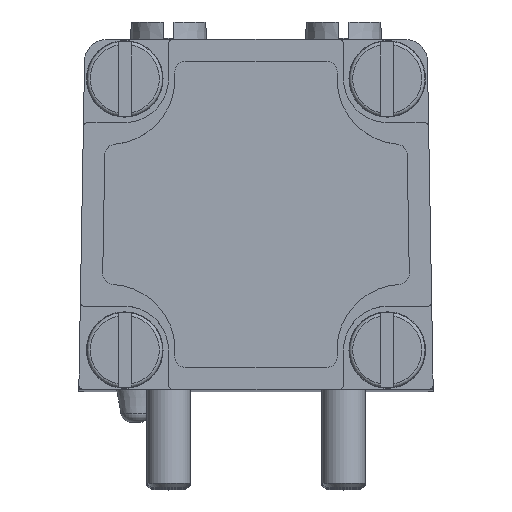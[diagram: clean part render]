
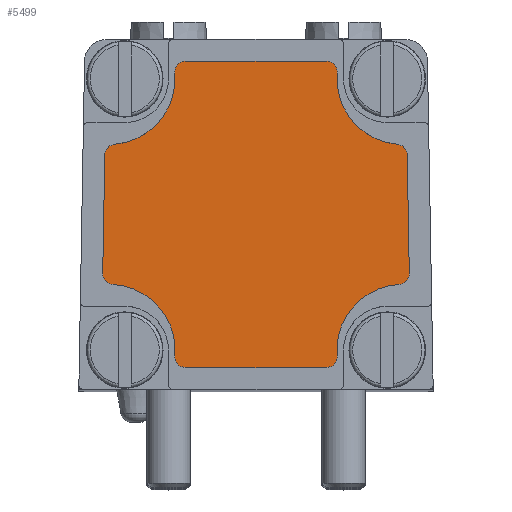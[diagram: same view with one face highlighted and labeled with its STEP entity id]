
A CAD part, top view. The second image highlights one B-rep face of the part: STEP entity #5499.
In plain terms, the highlighted planar face has unit normal (0, 0, 1).
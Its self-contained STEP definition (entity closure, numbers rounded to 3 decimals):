
#488=LINE('',#9032,#878);
#494=LINE('',#9050,#884);
#499=LINE('',#9066,#889);
#504=LINE('',#9082,#894);
#878=VECTOR('',#7054,1000.);
#884=VECTOR('',#7074,1000.);
#889=VECTOR('',#7093,1000.);
#894=VECTOR('',#7112,1000.);
#1648=ORIENTED_EDGE('',*,*,#3067,.T.);
#1649=ORIENTED_EDGE('',*,*,#3070,.T.);
#1650=ORIENTED_EDGE('',*,*,#3072,.F.);
#1651=ORIENTED_EDGE('',*,*,#3074,.T.);
#1652=ORIENTED_EDGE('',*,*,#3076,.T.);
#1653=ORIENTED_EDGE('',*,*,#3078,.T.);
#1654=ORIENTED_EDGE('',*,*,#3080,.F.);
#1655=ORIENTED_EDGE('',*,*,#3082,.T.);
#1656=ORIENTED_EDGE('',*,*,#3084,.T.);
#1657=ORIENTED_EDGE('',*,*,#3086,.T.);
#1658=ORIENTED_EDGE('',*,*,#3088,.F.);
#1659=ORIENTED_EDGE('',*,*,#3090,.T.);
#1660=ORIENTED_EDGE('',*,*,#3092,.T.);
#1661=ORIENTED_EDGE('',*,*,#3094,.T.);
#1662=ORIENTED_EDGE('',*,*,#3096,.F.);
#1663=ORIENTED_EDGE('',*,*,#3097,.T.);
#3067=EDGE_CURVE('',#3799,#3798,#488,.T.);
#3070=EDGE_CURVE('',#3798,#3800,#4192,.T.);
#3072=EDGE_CURVE('',#3801,#3800,#4193,.T.);
#3074=EDGE_CURVE('',#3801,#3802,#4194,.T.);
#3076=EDGE_CURVE('',#3802,#3803,#494,.T.);
#3078=EDGE_CURVE('',#3803,#3804,#4195,.T.);
#3080=EDGE_CURVE('',#3805,#3804,#4196,.T.);
#3082=EDGE_CURVE('',#3805,#3806,#4197,.T.);
#3084=EDGE_CURVE('',#3806,#3807,#499,.T.);
#3086=EDGE_CURVE('',#3807,#3808,#4198,.T.);
#3088=EDGE_CURVE('',#3809,#3808,#4199,.T.);
#3090=EDGE_CURVE('',#3809,#3810,#4200,.T.);
#3092=EDGE_CURVE('',#3810,#3811,#504,.T.);
#3094=EDGE_CURVE('',#3811,#3812,#4201,.T.);
#3096=EDGE_CURVE('',#3813,#3812,#4202,.T.);
#3097=EDGE_CURVE('',#3813,#3799,#4203,.T.);
#3798=VERTEX_POINT('',#9031);
#3799=VERTEX_POINT('',#9033);
#3800=VERTEX_POINT('',#9037);
#3801=VERTEX_POINT('',#9041);
#3802=VERTEX_POINT('',#9045);
#3803=VERTEX_POINT('',#9049);
#3804=VERTEX_POINT('',#9053);
#3805=VERTEX_POINT('',#9057);
#3806=VERTEX_POINT('',#9061);
#3807=VERTEX_POINT('',#9065);
#3808=VERTEX_POINT('',#9069);
#3809=VERTEX_POINT('',#9073);
#3810=VERTEX_POINT('',#9077);
#3811=VERTEX_POINT('',#9081);
#3812=VERTEX_POINT('',#9085);
#3813=VERTEX_POINT('',#9089);
#4192=CIRCLE('',#5984,1.);
#4193=CIRCLE('',#5986,6.);
#4194=CIRCLE('',#5988,1.);
#4195=CIRCLE('',#5991,1.);
#4196=CIRCLE('',#5993,6.);
#4197=CIRCLE('',#5995,1.);
#4198=CIRCLE('',#5998,1.);
#4199=CIRCLE('',#6000,6.);
#4200=CIRCLE('',#6002,1.);
#4201=CIRCLE('',#6005,1.);
#4202=CIRCLE('',#6007,6.);
#4203=CIRCLE('',#6009,1.);
#4483=EDGE_LOOP('',(#1648,#1649,#1650,#1651,#1652,#1653,#1654,#1655,#1656,
#1657,#1658,#1659,#1660,#1661,#1662,#1663));
#4909=FACE_BOUND('',#4483,.T.);
#5270=PLANE('',#6010);
#5499=ADVANCED_FACE('',(#4909),#5270,.T.);
#5984=AXIS2_PLACEMENT_3D('',#9038,#7059,#7060);
#5986=AXIS2_PLACEMENT_3D('',#9042,#7064,#7065);
#5988=AXIS2_PLACEMENT_3D('',#9046,#7069,#7070);
#5991=AXIS2_PLACEMENT_3D('',#9054,#7078,#7079);
#5993=AXIS2_PLACEMENT_3D('',#9058,#7083,#7084);
#5995=AXIS2_PLACEMENT_3D('',#9062,#7088,#7089);
#5998=AXIS2_PLACEMENT_3D('',#9070,#7097,#7098);
#6000=AXIS2_PLACEMENT_3D('',#9074,#7102,#7103);
#6002=AXIS2_PLACEMENT_3D('',#9078,#7107,#7108);
#6005=AXIS2_PLACEMENT_3D('',#9086,#7116,#7117);
#6007=AXIS2_PLACEMENT_3D('',#9090,#7121,#7122);
#6009=AXIS2_PLACEMENT_3D('',#9092,#7125,#7126);
#6010=AXIS2_PLACEMENT_3D('',#9093,#7127,#7128);
#7054=DIRECTION('',(-0.017,-1.,0.));
#7059=DIRECTION('',(0.,0.,1.));
#7060=DIRECTION('',(1.,0.,0.));
#7064=DIRECTION('',(0.,0.,1.));
#7065=DIRECTION('',(1.,0.,0.));
#7069=DIRECTION('',(0.,0.,1.));
#7070=DIRECTION('',(1.,0.,0.));
#7074=DIRECTION('',(1.,0.,0.));
#7078=DIRECTION('',(0.,0.,1.));
#7079=DIRECTION('',(1.,0.,0.));
#7083=DIRECTION('',(0.,0.,1.));
#7084=DIRECTION('',(1.,0.,0.));
#7088=DIRECTION('',(0.,0.,1.));
#7089=DIRECTION('',(1.,0.,0.));
#7093=DIRECTION('',(-0.017,1.,0.));
#7097=DIRECTION('',(0.,0.,1.));
#7098=DIRECTION('',(1.,0.,0.));
#7102=DIRECTION('',(0.,0.,1.));
#7103=DIRECTION('',(1.,0.,0.));
#7107=DIRECTION('',(0.,0.,1.));
#7108=DIRECTION('',(1.,0.,0.));
#7112=DIRECTION('',(-1.,0.,0.));
#7116=DIRECTION('',(0.,0.,1.));
#7117=DIRECTION('',(1.,0.,0.));
#7121=DIRECTION('',(0.,0.,1.));
#7122=DIRECTION('',(1.,0.,0.));
#7125=DIRECTION('',(0.,0.,1.));
#7126=DIRECTION('',(1.,0.,0.));
#7127=DIRECTION('',(0.,0.,1.));
#7128=DIRECTION('',(1.,0.,0.));
#9031=CARTESIAN_POINT('',(-14.015,10.607,56.5));
#9032=CARTESIAN_POINT('',(-13.825,21.441,56.5));
#9033=CARTESIAN_POINT('',(-13.825,21.441,56.5));
#9037=CARTESIAN_POINT('',(-13.07,9.591,56.5));
#9038=CARTESIAN_POINT('',(-13.015,10.589,56.5));
#9041=CARTESIAN_POINT('',(-7.422,3.086,56.5));
#9042=CARTESIAN_POINT('',(-13.4,3.6,56.5));
#9045=CARTESIAN_POINT('',(-6.426,2.,56.5));
#9046=CARTESIAN_POINT('',(-6.426,3.,56.5));
#9049=CARTESIAN_POINT('',(6.426,2.,56.5));
#9050=CARTESIAN_POINT('',(-6.426,2.,56.5));
#9053=CARTESIAN_POINT('',(7.422,3.086,56.5));
#9054=CARTESIAN_POINT('',(6.426,3.,56.5));
#9057=CARTESIAN_POINT('',(13.07,9.591,56.5));
#9058=CARTESIAN_POINT('',(13.4,3.6,56.5));
#9061=CARTESIAN_POINT('',(14.015,10.607,56.5));
#9062=CARTESIAN_POINT('',(13.015,10.589,56.5));
#9065=CARTESIAN_POINT('',(13.825,21.441,56.5));
#9066=CARTESIAN_POINT('',(14.015,10.607,56.5));
#9069=CARTESIAN_POINT('',(12.908,22.42,56.5));
#9070=CARTESIAN_POINT('',(12.826,21.424,56.5));
#9073=CARTESIAN_POINT('',(7.422,28.914,56.5));
#9074=CARTESIAN_POINT('',(13.4,28.4,56.5));
#9077=CARTESIAN_POINT('',(6.426,30.,56.5));
#9078=CARTESIAN_POINT('',(6.426,29.,56.5));
#9081=CARTESIAN_POINT('',(-6.426,30.,56.5));
#9082=CARTESIAN_POINT('',(6.426,30.,56.5));
#9085=CARTESIAN_POINT('',(-7.422,28.914,56.5));
#9086=CARTESIAN_POINT('',(-6.426,29.,56.5));
#9089=CARTESIAN_POINT('',(-12.908,22.42,56.5));
#9090=CARTESIAN_POINT('',(-13.4,28.4,56.5));
#9092=CARTESIAN_POINT('',(-12.826,21.424,56.5));
#9093=CARTESIAN_POINT('',(-13.015,10.589,56.5));
